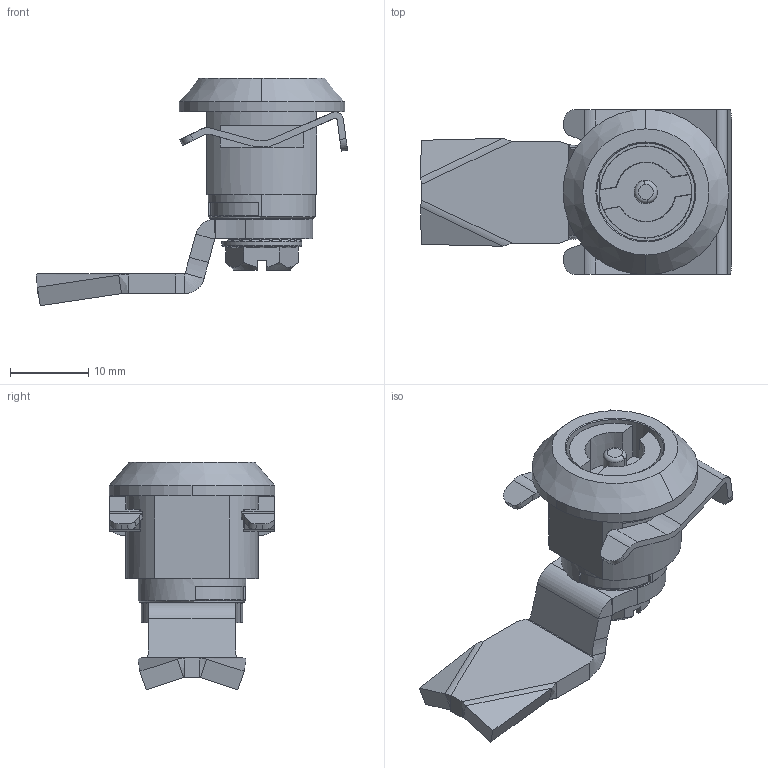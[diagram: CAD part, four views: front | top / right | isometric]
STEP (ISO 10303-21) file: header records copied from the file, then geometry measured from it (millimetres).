
FILE_DESCRIPTION (( 'STEP AP203' ), '1' );
FILE_NAME ('KY63.K.1.5.24.STEP', '2022-05-27T12:00:15', ( '' ), ( '' ), 'SwSTEP 2.0', 'SolidWorks 2021', '' );
FILE_SCHEMA (( 'CONFIG_CONTROL_DESIGN' ));
Length unit declared in the file: millimetre
Products named in the file (1): KY63.K.1.5.24
Bounding box: 39.66 x 21.11 x 28.99 mm (x, y, z)
Surface area: 4307.5 mm2 (no closed solid volume)
Topology: 0 solids, 5 shells, 231 faces, 626 edges, 402 vertices
Faces by surface type: plane 122, cylinder 56, torus 24, cone 21, bspline 8
Entity records: 7569 total; most frequent: CARTESIAN_POINT 1943, DIRECTION 1125, ORIENTED_EDGE 1124, EDGE_CURVE 626, AXIS2_PLACEMENT_3D 403, VERTEX_POINT 402, LINE 319, VECTOR 319
